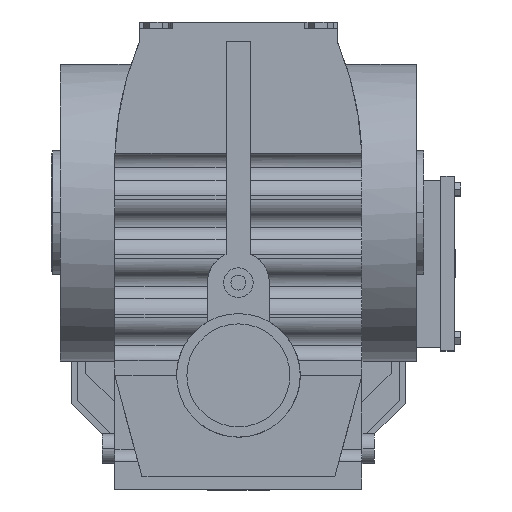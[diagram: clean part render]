
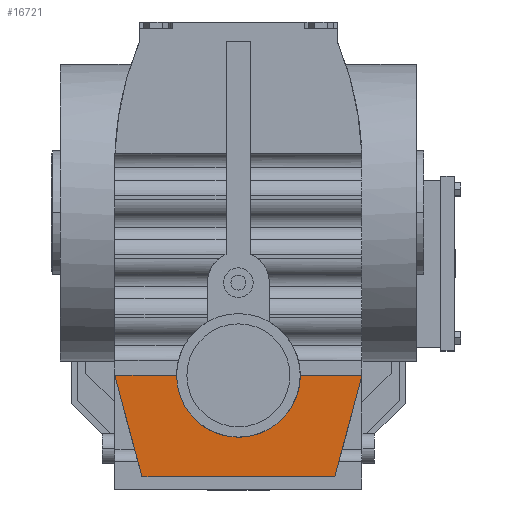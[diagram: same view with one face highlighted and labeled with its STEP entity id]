
A CAD part, top view. The second image highlights one B-rep face of the part: STEP entity #16721.
In plain terms, the highlighted planar face has unit normal (0, -0.024, 1).
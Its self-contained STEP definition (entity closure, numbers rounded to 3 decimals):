
#4883 = VERTEX_POINT('',#4884);
#4884 = CARTESIAN_POINT('',(50.,-45.933,175.5));
#4898 = PLANE('',#4899);
#4899 = AXIS2_PLACEMENT_3D('',#4900,#4901,#4902);
#4900 = CARTESIAN_POINT('',(50.,97.,175.5));
#4901 = DIRECTION('',(0.,0.,-1.));
#4902 = DIRECTION('',(0.,1.,0.));
#4926 = PLANE('',#4927);
#4927 = AXIS2_PLACEMENT_3D('',#4928,#4929,#4930);
#4928 = CARTESIAN_POINT('',(50.,-45.933,-3.));
#4929 = DIRECTION('',(0.966,-0.259,0.));
#4930 = DIRECTION('',(0.259,0.966,0.));
#7551 = VERTEX_POINT('',#7552);
#7552 = CARTESIAN_POINT('',(25.,-45.933,175.5));
#7584 = EDGE_CURVE('',#4883,#7551,#7585,.T.);
#7585 = SURFACE_CURVE('',#7586,(#7590,#7597),.PCURVE_S1.);
#7586 = LINE('',#7587,#7588);
#7587 = CARTESIAN_POINT('',(50.,-45.933,175.5));
#7588 = VECTOR('',#7589,1.);
#7589 = DIRECTION('',(-1.,0.,0.));
#7590 = PCURVE('',#4898,#7591);
#7591 = DEFINITIONAL_REPRESENTATION('',(#7592),#7596);
#7592 = LINE('',#7593,#7594);
#7593 = CARTESIAN_POINT('',(-142.933,0.));
#7594 = VECTOR('',#7595,1.);
#7595 = DIRECTION('',(0.,-1.));
#7596 = ( GEOMETRIC_REPRESENTATION_CONTEXT(2) 
PARAMETRIC_REPRESENTATION_CONTEXT() REPRESENTATION_CONTEXT('2D SPACE',''
  ) );
#7597 = PCURVE('',#7598,#7603);
#7598 = PLANE('',#7599);
#7599 = AXIS2_PLACEMENT_3D('',#7600,#7601,#7602);
#7600 = CARTESIAN_POINT('',(50.,-87.,174.5));
#7601 = DIRECTION('',(0.,0.024,-1.));
#7602 = DIRECTION('',(0.,1.,0.024));
#7603 = DEFINITIONAL_REPRESENTATION('',(#7604),#7608);
#7604 = LINE('',#7605,#7606);
#7605 = CARTESIAN_POINT('',(41.079,0.));
#7606 = VECTOR('',#7607,1.);
#7607 = DIRECTION('',(0.,-1.));
#7608 = ( GEOMETRIC_REPRESENTATION_CONTEXT(2) 
PARAMETRIC_REPRESENTATION_CONTEXT() REPRESENTATION_CONTEXT('2D SPACE',''
  ) );
#8785 = PLANE('',#8786);
#8786 = AXIS2_PLACEMENT_3D('',#8787,#8788,#8789);
#8787 = CARTESIAN_POINT('',(-50.,-45.933,-3.));
#8788 = DIRECTION('',(-0.966,-0.259,0.));
#8789 = DIRECTION('',(0.259,-0.966,0.));
#8930 = PLANE('',#8931);
#8931 = AXIS2_PLACEMENT_3D('',#8932,#8933,#8934);
#8932 = CARTESIAN_POINT('',(50.,-87.,26.5));
#8933 = DIRECTION('',(0.,1.,0.));
#8934 = DIRECTION('',(0.,0.,1.));
#8968 = EDGE_CURVE('',#4883,#8969,#8971,.T.);
#8969 = VERTEX_POINT('',#8970);
#8970 = CARTESIAN_POINT('',(38.996,-87.,174.5));
#8971 = SURFACE_CURVE('',#8972,(#8976,#8983),.PCURVE_S1.);
#8972 = LINE('',#8973,#8974);
#8973 = CARTESIAN_POINT('',(39.733,-84.251,
    174.567));
#8974 = VECTOR('',#8975,1.);
#8975 = DIRECTION('',(-0.259,-0.966,
    -0.024));
#8976 = PCURVE('',#4926,#8977);
#8977 = DEFINITIONAL_REPRESENTATION('',(#8978),#8982);
#8978 = LINE('',#8979,#8980);
#8979 = CARTESIAN_POINT('',(-39.669,177.567));
#8980 = VECTOR('',#8981,1.);
#8981 = DIRECTION('',(-1.,-0.024));
#8982 = ( GEOMETRIC_REPRESENTATION_CONTEXT(2) 
PARAMETRIC_REPRESENTATION_CONTEXT() REPRESENTATION_CONTEXT('2D SPACE',''
  ) );
#8983 = PCURVE('',#7598,#8984);
#8984 = DEFINITIONAL_REPRESENTATION('',(#8985),#8989);
#8985 = LINE('',#8986,#8987);
#8986 = CARTESIAN_POINT('',(2.75,-10.267));
#8987 = VECTOR('',#8988,1.);
#8988 = DIRECTION('',(-0.966,-0.259));
#8989 = ( GEOMETRIC_REPRESENTATION_CONTEXT(2) 
PARAMETRIC_REPRESENTATION_CONTEXT() REPRESENTATION_CONTEXT('2D SPACE',''
  ) );
#16721 = ADVANCED_FACE('',(#16722),#7598,.F.);
#16722 = FACE_BOUND('',#16723,.T.);
#16723 = EDGE_LOOP('',(#16724,#16776,#16804,#16827,#16848,#16849));
#16724 = ORIENTED_EDGE('',*,*,#16725,.F.);
#16725 = EDGE_CURVE('',#16726,#7551,#16728,.T.);
#16726 = VERTEX_POINT('',#16727);
#16727 = CARTESIAN_POINT('',(-25.,-45.933,175.5));
#16728 = SURFACE_CURVE('',#16729,(#16734,#16742),.PCURVE_S1.);
#16729 = ( BOUNDED_CURVE() B_SPLINE_CURVE(3,(#16730,#16731,#16732,#16733
),.UNSPECIFIED.,.F.,.F.) B_SPLINE_CURVE_WITH_KNOTS((4,4),(4.712
,7.854),.PIECEWISE_BEZIER_KNOTS.) CURVE() 
GEOMETRIC_REPRESENTATION_ITEM() RATIONAL_B_SPLINE_CURVE((1.,
0.333,0.333,1.)) REPRESENTATION_ITEM('') );
#16730 = CARTESIAN_POINT('',(-25.,-45.933,175.5));
#16731 = CARTESIAN_POINT('',(-25.,-95.933,174.282));
#16732 = CARTESIAN_POINT('',(25.,-95.933,174.282));
#16733 = CARTESIAN_POINT('',(25.,-45.933,175.5));
#16734 = PCURVE('',#7598,#16735);
#16735 = DEFINITIONAL_REPRESENTATION('',(#16736),#16741);
#16736 = ( BOUNDED_CURVE() B_SPLINE_CURVE(3,(#16737,#16738,#16739,#16740
),.UNSPECIFIED.,.F.,.F.) B_SPLINE_CURVE_WITH_KNOTS((4,4),(4.712
,7.854),.PIECEWISE_BEZIER_KNOTS.) CURVE() 
GEOMETRIC_REPRESENTATION_ITEM() RATIONAL_B_SPLINE_CURVE((1.,
0.333,0.333,1.)) REPRESENTATION_ITEM('') );
#16737 = CARTESIAN_POINT('',(41.079,-75.));
#16738 = CARTESIAN_POINT('',(-8.936,-75.));
#16739 = CARTESIAN_POINT('',(-8.936,-25.));
#16740 = CARTESIAN_POINT('',(41.079,-25.));
#16741 = ( GEOMETRIC_REPRESENTATION_CONTEXT(2) 
PARAMETRIC_REPRESENTATION_CONTEXT() REPRESENTATION_CONTEXT('2D SPACE',''
  ) );
#16742 = PCURVE('',#16743,#16748);
#16743 = CYLINDRICAL_SURFACE('',#16744,25.);
#16744 = AXIS2_PLACEMENT_3D('',#16745,#16746,#16747);
#16745 = CARTESIAN_POINT('',(0.,-45.933,179.5));
#16746 = DIRECTION('',(0.,0.,-1.));
#16747 = DIRECTION('',(-1.,0.,0.));
#16748 = DEFINITIONAL_REPRESENTATION('',(#16749),#16775);
#16749 = B_SPLINE_CURVE_WITH_KNOTS('',3,(#16750,#16751,#16752,#16753,
    #16754,#16755,#16756,#16757,#16758,#16759,#16760,#16761,#16762,
    #16763,#16764,#16765,#16766,#16767,#16768,#16769,#16770,#16771,
    #16772,#16773,#16774),.UNSPECIFIED.,.F.,.F.,(4,1,1,1,1,1,1,1,1,1,1,1
    ,1,1,1,1,1,1,1,1,1,1,4),(4.712,4.855,
    4.998,5.141,5.284,5.426,
    5.569,5.712,5.855,5.998,
    6.14,6.283,6.426,6.569,
    6.712,6.854,6.997,7.14,
    7.283,7.426,7.568,7.711,
    7.854),.QUASI_UNIFORM_KNOTS.);
#16750 = CARTESIAN_POINT('',(6.283,4.));
#16751 = CARTESIAN_POINT('',(6.253,4.018));
#16752 = CARTESIAN_POINT('',(6.19,4.057));
#16753 = CARTESIAN_POINT('',(6.085,4.12));
#16754 = CARTESIAN_POINT('',(5.972,4.187));
#16755 = CARTESIAN_POINT('',(5.848,4.258));
#16756 = CARTESIAN_POINT('',(5.713,4.33));
#16757 = CARTESIAN_POINT('',(5.567,4.401));
#16758 = CARTESIAN_POINT('',(5.412,4.468));
#16759 = CARTESIAN_POINT('',(5.246,4.527));
#16760 = CARTESIAN_POINT('',(5.073,4.573));
#16761 = CARTESIAN_POINT('',(4.894,4.602));
#16762 = CARTESIAN_POINT('',(4.712,4.612));
#16763 = CARTESIAN_POINT('',(4.531,4.602));
#16764 = CARTESIAN_POINT('',(4.352,4.573));
#16765 = CARTESIAN_POINT('',(4.179,4.527));
#16766 = CARTESIAN_POINT('',(4.013,4.468));
#16767 = CARTESIAN_POINT('',(3.857,4.401));
#16768 = CARTESIAN_POINT('',(3.712,4.33));
#16769 = CARTESIAN_POINT('',(3.577,4.258));
#16770 = CARTESIAN_POINT('',(3.453,4.187));
#16771 = CARTESIAN_POINT('',(3.339,4.12));
#16772 = CARTESIAN_POINT('',(3.235,4.057));
#16773 = CARTESIAN_POINT('',(3.172,4.018));
#16774 = CARTESIAN_POINT('',(3.142,4.));
#16775 = ( GEOMETRIC_REPRESENTATION_CONTEXT(2) 
PARAMETRIC_REPRESENTATION_CONTEXT() REPRESENTATION_CONTEXT('2D SPACE',''
  ) );
#16776 = ORIENTED_EDGE('',*,*,#16777,.T.);
#16777 = EDGE_CURVE('',#16726,#16778,#16780,.T.);
#16778 = VERTEX_POINT('',#16779);
#16779 = CARTESIAN_POINT('',(-50.,-45.933,175.5));
#16780 = SURFACE_CURVE('',#16781,(#16785,#16792),.PCURVE_S1.);
#16781 = LINE('',#16782,#16783);
#16782 = CARTESIAN_POINT('',(50.,-45.933,175.5));
#16783 = VECTOR('',#16784,1.);
#16784 = DIRECTION('',(-1.,0.,0.));
#16785 = PCURVE('',#7598,#16786);
#16786 = DEFINITIONAL_REPRESENTATION('',(#16787),#16791);
#16787 = LINE('',#16788,#16789);
#16788 = CARTESIAN_POINT('',(41.079,0.));
#16789 = VECTOR('',#16790,1.);
#16790 = DIRECTION('',(0.,-1.));
#16791 = ( GEOMETRIC_REPRESENTATION_CONTEXT(2) 
PARAMETRIC_REPRESENTATION_CONTEXT() REPRESENTATION_CONTEXT('2D SPACE',''
  ) );
#16792 = PCURVE('',#16793,#16798);
#16793 = PLANE('',#16794);
#16794 = AXIS2_PLACEMENT_3D('',#16795,#16796,#16797);
#16795 = CARTESIAN_POINT('',(50.,97.,175.5));
#16796 = DIRECTION('',(0.,0.,-1.));
#16797 = DIRECTION('',(0.,1.,0.));
#16798 = DEFINITIONAL_REPRESENTATION('',(#16799),#16803);
#16799 = LINE('',#16800,#16801);
#16800 = CARTESIAN_POINT('',(-142.933,0.));
#16801 = VECTOR('',#16802,1.);
#16802 = DIRECTION('',(0.,-1.));
#16803 = ( GEOMETRIC_REPRESENTATION_CONTEXT(2) 
PARAMETRIC_REPRESENTATION_CONTEXT() REPRESENTATION_CONTEXT('2D SPACE',''
  ) );
#16804 = ORIENTED_EDGE('',*,*,#16805,.F.);
#16805 = EDGE_CURVE('',#16806,#16778,#16808,.T.);
#16806 = VERTEX_POINT('',#16807);
#16807 = CARTESIAN_POINT('',(-38.996,-87.,174.5));
#16808 = SURFACE_CURVE('',#16809,(#16813,#16820),.PCURVE_S1.);
#16809 = LINE('',#16810,#16811);
#16810 = CARTESIAN_POINT('',(-33.038,-109.237,
    173.959));
#16811 = VECTOR('',#16812,1.);
#16812 = DIRECTION('',(-0.259,0.966,
    0.024));
#16813 = PCURVE('',#7598,#16814);
#16814 = DEFINITIONAL_REPRESENTATION('',(#16815),#16819);
#16815 = LINE('',#16816,#16817);
#16816 = CARTESIAN_POINT('',(-22.243,-83.038));
#16817 = VECTOR('',#16818,1.);
#16818 = DIRECTION('',(0.966,-0.259));
#16819 = ( GEOMETRIC_REPRESENTATION_CONTEXT(2) 
PARAMETRIC_REPRESENTATION_CONTEXT() REPRESENTATION_CONTEXT('2D SPACE',''
  ) );
#16820 = PCURVE('',#8785,#16821);
#16821 = DEFINITIONAL_REPRESENTATION('',(#16822),#16826);
#16822 = LINE('',#16823,#16824);
#16823 = CARTESIAN_POINT('',(65.537,176.959));
#16824 = VECTOR('',#16825,1.);
#16825 = DIRECTION('',(-1.,0.024));
#16826 = ( GEOMETRIC_REPRESENTATION_CONTEXT(2) 
PARAMETRIC_REPRESENTATION_CONTEXT() REPRESENTATION_CONTEXT('2D SPACE',''
  ) );
#16827 = ORIENTED_EDGE('',*,*,#16828,.F.);
#16828 = EDGE_CURVE('',#8969,#16806,#16829,.T.);
#16829 = SURFACE_CURVE('',#16830,(#16834,#16841),.PCURVE_S1.);
#16830 = LINE('',#16831,#16832);
#16831 = CARTESIAN_POINT('',(50.,-87.,174.5));
#16832 = VECTOR('',#16833,1.);
#16833 = DIRECTION('',(-1.,0.,0.));
#16834 = PCURVE('',#7598,#16835);
#16835 = DEFINITIONAL_REPRESENTATION('',(#16836),#16840);
#16836 = LINE('',#16837,#16838);
#16837 = CARTESIAN_POINT('',(0.,0.));
#16838 = VECTOR('',#16839,1.);
#16839 = DIRECTION('',(0.,-1.));
#16840 = ( GEOMETRIC_REPRESENTATION_CONTEXT(2) 
PARAMETRIC_REPRESENTATION_CONTEXT() REPRESENTATION_CONTEXT('2D SPACE',''
  ) );
#16841 = PCURVE('',#8930,#16842);
#16842 = DEFINITIONAL_REPRESENTATION('',(#16843),#16847);
#16843 = LINE('',#16844,#16845);
#16844 = CARTESIAN_POINT('',(148.,0.));
#16845 = VECTOR('',#16846,1.);
#16846 = DIRECTION('',(0.,-1.));
#16847 = ( GEOMETRIC_REPRESENTATION_CONTEXT(2) 
PARAMETRIC_REPRESENTATION_CONTEXT() REPRESENTATION_CONTEXT('2D SPACE',''
  ) );
#16848 = ORIENTED_EDGE('',*,*,#8968,.F.);
#16849 = ORIENTED_EDGE('',*,*,#7584,.T.);
